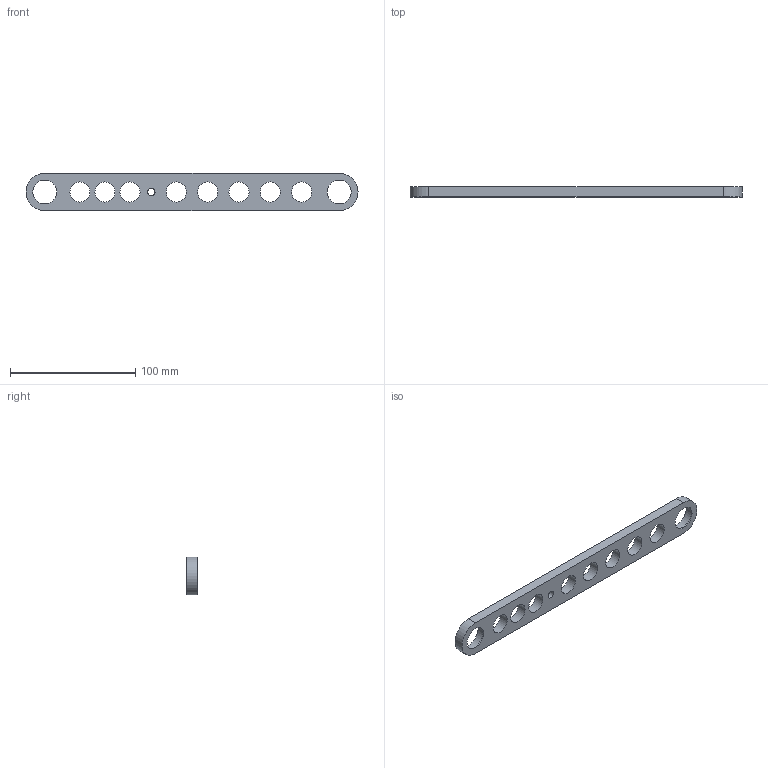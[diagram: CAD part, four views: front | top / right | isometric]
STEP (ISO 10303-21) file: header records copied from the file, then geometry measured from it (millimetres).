
FILE_DESCRIPTION(/* description */ (''),/* implementation_level */ '2;1');
FILE_NAME(/* name */ 'biellette liaison suspension v12.step',/* time_stamp */ '2023-11-24T11:03:57+01:00',/* author */ (''),/* organization */ (''),/* preprocessor_version */ 'ST-DEVELOPER v20',/* originating_system */ 'Autodesk Translation Framework v12.14.0.127',/* authorisation */ '');
FILE_SCHEMA (('AUTOMOTIVE_DESIGN { 1 0 10303 214 3 1 1 }'));
Length unit declared in the file: millimetre
Products named in the file (1): biellette liaison suspension
Bounding box: 265 x 8 x 30 mm (x, y, z)
Volume: 42996.5 mm3; surface area: 20055.4 mm2
Topology: 1 solids, 1 shells, 22 faces, 54 edges, 36 vertices
Faces by surface type: cylinder 15, plane 6, cone 1
Full cylindrical faces by diameter (mm): 6 x1, 16 x8, 19 x2, 22 x2
Entity records: 747 total; most frequent: DIRECTION 132, CARTESIAN_POINT 113, ORIENTED_EDGE 108, AXIS2_PLACEMENT_3D 55, EDGE_CURVE 54, EDGE_LOOP 46, VERTEX_POINT 36, CIRCLE 32
